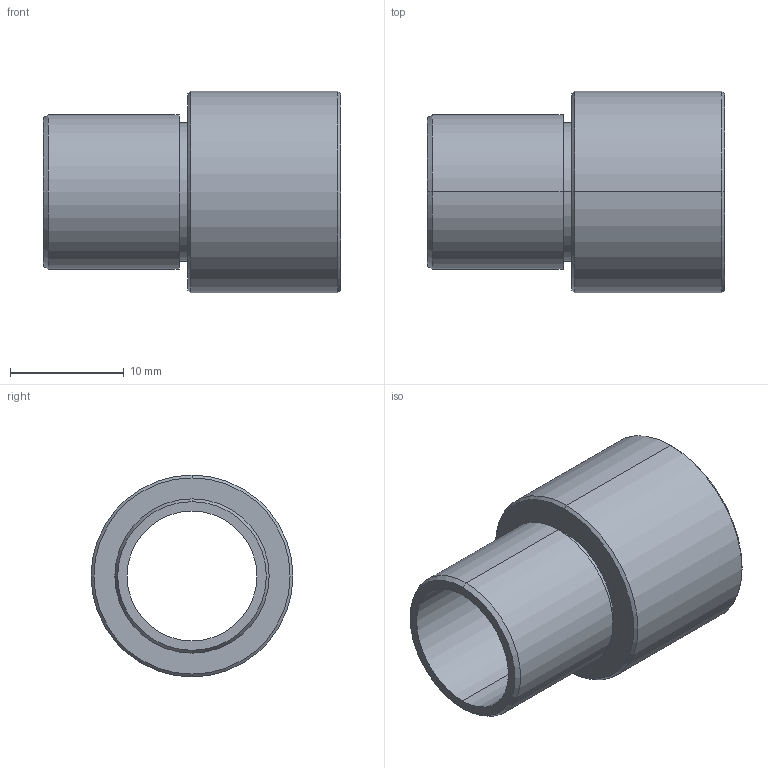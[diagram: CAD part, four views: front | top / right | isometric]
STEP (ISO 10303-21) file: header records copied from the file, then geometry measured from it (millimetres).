
FILE_DESCRIPTION(('FreeCAD Model'),'2;1');
FILE_NAME('Open CASCADE Shape Model','2024-02-16T14:34:30',(''),(''), 'Open CASCADE STEP processor 7.6','FreeCAD','Unknown');
FILE_SCHEMA(('AP242_MANAGED_MODEL_BASED_3D_ENGINEERING_MIM_LF. {1 0 10303 442 1 1 4 }'));
Length unit declared in the file: millimetre
Products named in the file (1): tube
Bounding box: 26.16 x 17.78 x 17.78 mm (x, y, z)
Volume: 1925.9 mm3; surface area: 2660.4 mm2
Topology: 1 solids, 1 shells, 294 faces, 784 edges, 520 vertices
Faces by surface type: bspline 177, plane 97, cylinder 12, cone 8
Entity records: 13228 total; most frequent: CARTESIAN_POINT 7064, ORIENTED_EDGE 1568, EDGE_CURVE 784, DIRECTION 698, VERTEX_POINT 520, LINE 398, VECTOR 398, B_SPLINE_CURVE_WITH_KNOTS 354
